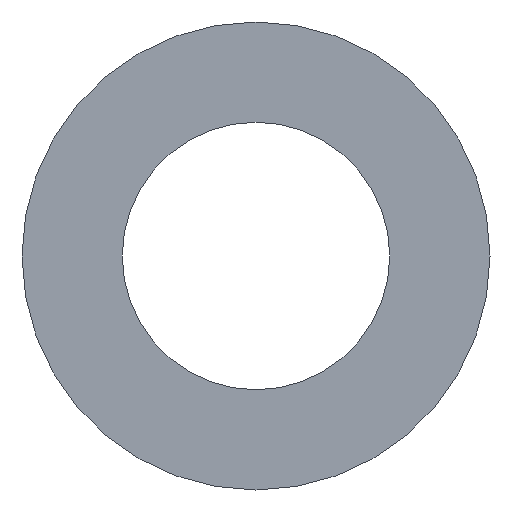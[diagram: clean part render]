
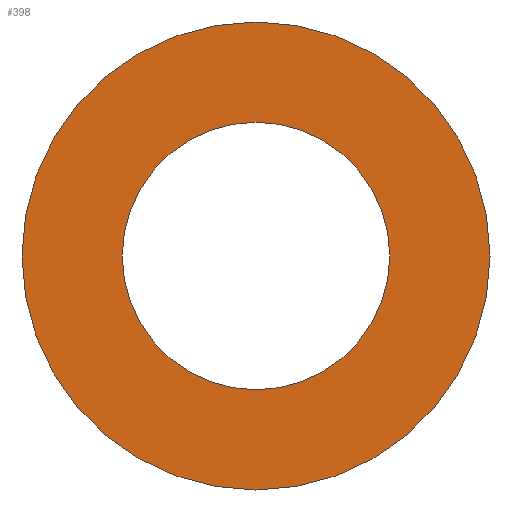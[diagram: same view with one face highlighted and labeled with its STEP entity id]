
A CAD part, left-side view. The second image highlights one B-rep face of the part: STEP entity #398.
In plain terms, the highlighted planar face has unit normal (-1, 0, 0).
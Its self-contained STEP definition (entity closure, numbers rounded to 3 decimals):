
#12 = EDGE_LOOP ( 'NONE', ( #345, #94 ) ) ;
#14 = FACE_OUTER_BOUND ( 'NONE', #286, .T. ) ;
#28 = CARTESIAN_POINT ( 'NONE',  ( -9.75, 0., 0. ) ) ;
#32 = EDGE_CURVE ( 'NONE', #57, #216, #369, .T. ) ;
#33 = VERTEX_POINT ( 'NONE', #270 ) ;
#34 = DIRECTION ( 'NONE',  ( 0., 0., 1. ) ) ;
#57 = VERTEX_POINT ( 'NONE', #268 ) ;
#61 = AXIS2_PLACEMENT_3D ( 'NONE', #410, #81, #215 ) ;
#76 = AXIS2_PLACEMENT_3D ( 'NONE', #85, #208, #211 ) ;
#81 = DIRECTION ( 'NONE',  ( -1., 0., 0. ) ) ;
#84 = AXIS2_PLACEMENT_3D ( 'NONE', #342, #244, #340 ) ;
#85 = CARTESIAN_POINT ( 'NONE',  ( -9.75, 0., 0. ) ) ;
#94 = ORIENTED_EDGE ( 'NONE', *, *, #168, .F. ) ;
#99 = VERTEX_POINT ( 'NONE', #207 ) ;
#102 = CIRCLE ( 'NONE', #121, 10. ) ;
#121 = AXIS2_PLACEMENT_3D ( 'NONE', #365, #404, #34 ) ;
#152 = ORIENTED_EDGE ( 'NONE', *, *, #307, .T. ) ;
#168 = EDGE_CURVE ( 'NONE', #216, #57, #102, .T. ) ;
#171 = AXIS2_PLACEMENT_3D ( 'NONE', #28, #196, #265 ) ;
#196 = DIRECTION ( 'NONE',  ( -1., 0., 0. ) ) ;
#200 = EDGE_CURVE ( 'NONE', #33, #99, #249, .T. ) ;
#206 = CARTESIAN_POINT ( 'NONE',  ( -9.75, 0., -10. ) ) ;
#207 = CARTESIAN_POINT ( 'NONE',  ( -9.75, 0., 17.5 ) ) ;
#208 = DIRECTION ( 'NONE',  ( -1., 0., 0. ) ) ;
#211 = DIRECTION ( 'NONE',  ( 0., 0., 1. ) ) ;
#215 = DIRECTION ( 'NONE',  ( 0., 0., 1. ) ) ;
#216 = VERTEX_POINT ( 'NONE', #206 ) ;
#244 = DIRECTION ( 'NONE',  ( -1., 0., 0. ) ) ;
#249 = CIRCLE ( 'NONE', #84, 17.5 ) ;
#253 = FACE_BOUND ( 'NONE', #12, .T. ) ;
#265 = DIRECTION ( 'NONE',  ( 0., 0., 1. ) ) ;
#268 = CARTESIAN_POINT ( 'NONE',  ( -9.75, 0., 10. ) ) ;
#270 = CARTESIAN_POINT ( 'NONE',  ( -9.75, 0., -17.5 ) ) ;
#284 = PLANE ( 'NONE',  #61 ) ;
#286 = EDGE_LOOP ( 'NONE', ( #152, #378 ) ) ;
#307 = EDGE_CURVE ( 'NONE', #99, #33, #403, .T. ) ;
#340 = DIRECTION ( 'NONE',  ( 0., 0., 1. ) ) ;
#342 = CARTESIAN_POINT ( 'NONE',  ( -9.75, 0., 0. ) ) ;
#345 = ORIENTED_EDGE ( 'NONE', *, *, #32, .F. ) ;
#365 = CARTESIAN_POINT ( 'NONE',  ( -9.75, 0., 0. ) ) ;
#369 = CIRCLE ( 'NONE', #171, 10. ) ;
#378 = ORIENTED_EDGE ( 'NONE', *, *, #200, .T. ) ;
#398 = ADVANCED_FACE ( 'NONE', ( #14, #253 ), #284, .T. ) ;
#403 = CIRCLE ( 'NONE', #76, 17.5 ) ;
#404 = DIRECTION ( 'NONE',  ( -1., 0., 0. ) ) ;
#410 = CARTESIAN_POINT ( 'NONE',  ( -9.75, 10., 0. ) ) ;
